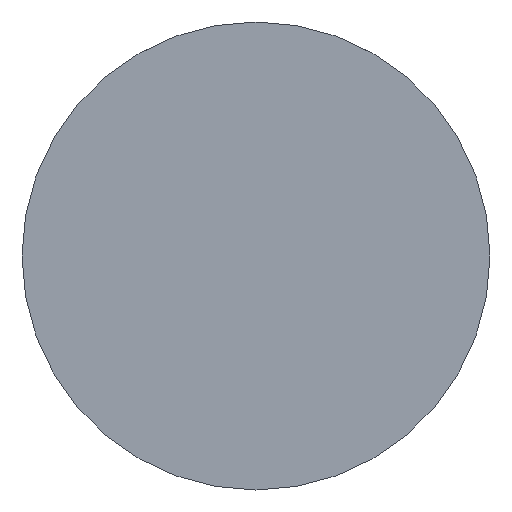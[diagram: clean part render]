
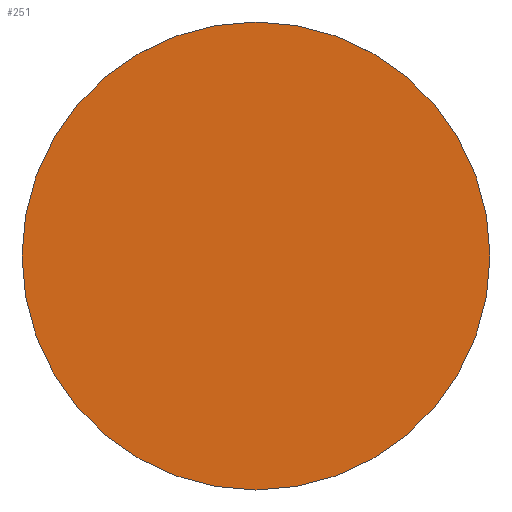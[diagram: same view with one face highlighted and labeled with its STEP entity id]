
A CAD part, front view. The second image highlights one B-rep face of the part: STEP entity #251.
In plain terms, the highlighted planar face has unit normal (0, -1, -0.001).
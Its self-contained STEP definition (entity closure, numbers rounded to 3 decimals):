
#20=PLANE('',#296);
#32=FACE_OUTER_BOUND('',#47,.T.);
#47=EDGE_LOOP('',(#181,#182));
#81=CIRCLE('',#292,15.5);
#82=CIRCLE('',#293,15.5);
#107=VERTEX_POINT('',#432);
#108=VERTEX_POINT('',#433);
#134=EDGE_CURVE('',#107,#108,#81,.T.);
#135=EDGE_CURVE('',#108,#107,#82,.T.);
#181=ORIENTED_EDGE('',*,*,#134,.T.);
#182=ORIENTED_EDGE('',*,*,#135,.T.);
#251=ADVANCED_FACE('',(#32),#20,.T.);
#292=AXIS2_PLACEMENT_3D('',#434,#348,#349);
#293=AXIS2_PLACEMENT_3D('',#435,#350,#351);
#296=AXIS2_PLACEMENT_3D('',#441,#357,#358);
#348=DIRECTION('center_axis',(0.,-1.,-0.001));
#349=DIRECTION('ref_axis',(-1.,0.,0.));
#350=DIRECTION('center_axis',(0.,-1.,-0.001));
#351=DIRECTION('ref_axis',(-1.,0.,0.));
#357=DIRECTION('center_axis',(0.,-1.,-0.001));
#358=DIRECTION('ref_axis',(0.,0.001,-1.));
#432=CARTESIAN_POINT('',(-15.5,0.,0.));
#433=CARTESIAN_POINT('',(15.5,0.,0.));
#434=CARTESIAN_POINT('Origin',(0.,0.,0.));
#435=CARTESIAN_POINT('Origin',(0.,0.,0.));
#441=CARTESIAN_POINT('Origin',(-7.75,0.,0.));
